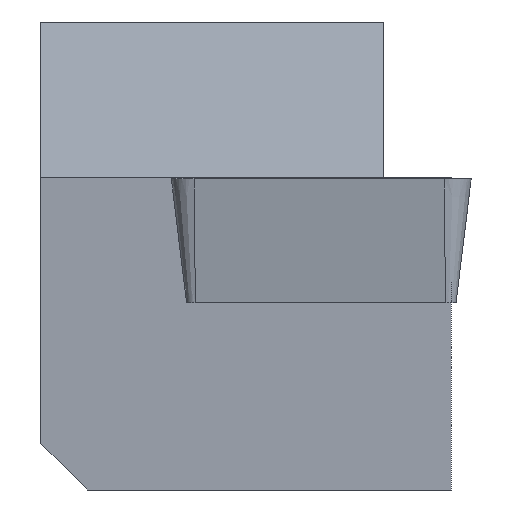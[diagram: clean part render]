
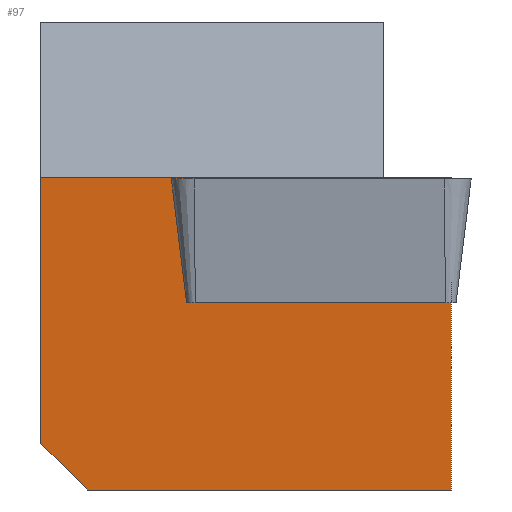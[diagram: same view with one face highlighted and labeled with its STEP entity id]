
A CAD part, left-side view. The second image highlights one B-rep face of the part: STEP entity #97.
In plain terms, the highlighted planar face has unit normal (-0.996, 0.087, 0).
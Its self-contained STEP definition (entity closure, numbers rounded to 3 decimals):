
#97=ADVANCED_FACE('',(#171),#137,.T.);
#137=PLANE('',#795);
#171=FACE_OUTER_BOUND('',#209,.T.);
#209=EDGE_LOOP('',(#332,#333,#334,#335,#336));
#332=ORIENTED_EDGE('',*,*,#558,.T.);
#333=ORIENTED_EDGE('',*,*,#559,.T.);
#334=ORIENTED_EDGE('',*,*,#560,.F.);
#335=ORIENTED_EDGE('',*,*,#561,.F.);
#336=ORIENTED_EDGE('',*,*,#562,.F.);
#481=VERTEX_POINT('',#1113);
#482=VERTEX_POINT('',#1114);
#483=VERTEX_POINT('',#1116);
#484=VERTEX_POINT('',#1118);
#485=VERTEX_POINT('',#1120);
#558=EDGE_CURVE('',#481,#482,#642,.T.);
#559=EDGE_CURVE('',#482,#483,#643,.T.);
#560=EDGE_CURVE('',#484,#483,#644,.T.);
#561=EDGE_CURVE('',#485,#484,#645,.T.);
#562=EDGE_CURVE('',#481,#485,#646,.T.);
#642=LINE('',#1112,#714);
#643=LINE('',#1115,#715);
#644=LINE('',#1117,#716);
#645=LINE('',#1119,#717);
#646=LINE('',#1121,#718);
#714=VECTOR('',#912,1.);
#715=VECTOR('',#913,1.);
#716=VECTOR('',#914,1.);
#717=VECTOR('',#915,1.);
#718=VECTOR('',#916,1.);
#795=AXIS2_PLACEMENT_3D('',#1122,#917,#918);
#912=DIRECTION('',(0.,0.,-1.));
#913=DIRECTION('',(-0.062,-0.706,-0.706));
#914=DIRECTION('',(0.087,0.996,0.));
#915=DIRECTION('',(0.,0.,-1.));
#916=DIRECTION('',(-0.087,-0.996,0.));
#917=DIRECTION('',(-0.996,0.087,0.));
#918=DIRECTION('',(0.087,0.996,0.));
#1112=CARTESIAN_POINT('',(1.879,13.878,5.03));
#1113=CARTESIAN_POINT('',(1.879,13.878,0.03));
#1114=CARTESIAN_POINT('',(1.879,13.878,-8.47));
#1115=CARTESIAN_POINT('',(1.889,14.002,-8.346));
#1116=CARTESIAN_POINT('',(1.747,12.378,-9.97));
#1117=CARTESIAN_POINT('',(0.728,0.728,-9.97));
#1118=CARTESIAN_POINT('',(0.728,0.728,-9.97));
#1119=CARTESIAN_POINT('',(0.728,0.728,5.03));
#1120=CARTESIAN_POINT('',(0.728,0.728,0.03));
#1121=CARTESIAN_POINT('',(0.728,0.728,0.03));
#1122=CARTESIAN_POINT('',(0.728,0.728,5.03));
